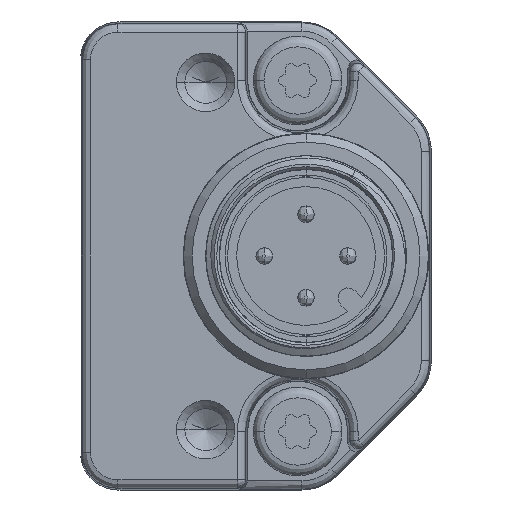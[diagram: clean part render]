
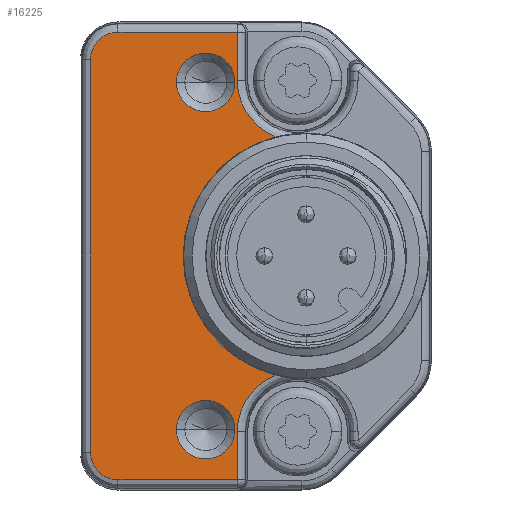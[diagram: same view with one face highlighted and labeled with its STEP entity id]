
A CAD part, left-side view. The second image highlights one B-rep face of the part: STEP entity #16225.
In plain terms, the highlighted planar face has unit normal (-1, 0, 0).
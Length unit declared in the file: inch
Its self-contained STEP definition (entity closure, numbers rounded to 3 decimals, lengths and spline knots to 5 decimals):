
#597=CARTESIAN_POINT('',(-0.49213,0.31496,
-0.41339));
#598=DIRECTION('',(1.,0.,0.));
#599=DIRECTION('',(0.,1.,0.));
#600=AXIS2_PLACEMENT_3D('',#597,#598,#599);
#602=DIRECTION('',(0.,0.,1.));
#603=VECTOR('',#602,0.11399);
#604=CARTESIAN_POINT('',(-0.49213,0.45723,
-0.52737));
#605=LINE('',#604,#603);
#606=DIRECTION('',(0.,-1.,0.));
#607=VECTOR('',#606,0.28096);
#608=CARTESIAN_POINT('',(-0.49213,0.73819,
-0.52737));
#609=LINE('',#608,#607);
#610=CARTESIAN_POINT('',(-0.49213,0.73819,
-0.4626));
#611=DIRECTION('',(-1.,0.,0.));
#612=DIRECTION('',(0.,1.,0.));
#613=AXIS2_PLACEMENT_3D('',#610,#611,#612);
#615=DIRECTION('',(0.,0.,-1.));
#616=VECTOR('',#615,0.9252);
#617=CARTESIAN_POINT('',(-0.49213,0.80296,
0.4626));
#618=LINE('',#617,#616);
#619=CARTESIAN_POINT('',(-0.49213,0.73819,
0.4626));
#620=DIRECTION('',(-1.,0.,0.));
#621=DIRECTION('',(0.,0.,1.));
#622=AXIS2_PLACEMENT_3D('',#619,#620,#621);
#624=DIRECTION('',(0.,1.,0.));
#625=VECTOR('',#624,0.28096);
#626=CARTESIAN_POINT('',(-0.49213,0.45723,
0.52737));
#627=LINE('',#626,#625);
#628=DIRECTION('',(0.,0.,1.));
#629=VECTOR('',#628,0.11399);
#630=CARTESIAN_POINT('',(-0.49213,0.45723,
0.41339));
#631=LINE('',#630,#629);
#632=CARTESIAN_POINT('',(-0.49213,0.31496,
0.41339));
#633=DIRECTION('',(1.,0.,0.));
#634=DIRECTION('',(0.,0.359,-0.933));
#635=AXIS2_PLACEMENT_3D('',#632,#633,#634);
#637=CARTESIAN_POINT('',(-0.49213,0.29528,0.));
#638=DIRECTION('',(-1.,0.,0.));
#639=DIRECTION('',(0.,0.244,0.97));
#640=AXIS2_PLACEMENT_3D('',#637,#638,#639);
#642=CARTESIAN_POINT('',(-0.49213,0.5315,
-0.40915));
#643=DIRECTION('',(1.,0.,0.));
#644=DIRECTION('',(0.,1.,0.));
#645=AXIS2_PLACEMENT_3D('',#642,#643,#644);
#647=CARTESIAN_POINT('',(-0.49213,0.5315,
-0.40915));
#648=DIRECTION('',(1.,0.,0.));
#649=DIRECTION('',(0.,-1.,0.));
#650=AXIS2_PLACEMENT_3D('',#647,#648,#649);
#652=CARTESIAN_POINT('',(-0.49213,0.5315,
0.40915));
#653=DIRECTION('',(1.,0.,0.));
#654=DIRECTION('',(0.,1.,0.));
#655=AXIS2_PLACEMENT_3D('',#652,#653,#654);
#657=CARTESIAN_POINT('',(-0.49213,0.5315,
0.40915));
#658=DIRECTION('',(1.,0.,0.));
#659=DIRECTION('',(0.,-1.,0.));
#660=AXIS2_PLACEMENT_3D('',#657,#658,#659);
#13902=CARTESIAN_POINT('',(-0.49213,0.80296,
-0.4626));
#13903=CARTESIAN_POINT('',(-0.49213,0.73819,
-0.52737));
#13904=VERTEX_POINT('',#13902);
#13905=VERTEX_POINT('',#13903);
#13910=CARTESIAN_POINT('',(-0.49213,0.80296,
0.4626));
#13911=VERTEX_POINT('',#13910);
#13914=CARTESIAN_POINT('',(-0.49213,0.73819,
0.52737));
#13915=VERTEX_POINT('',#13914);
#13938=CARTESIAN_POINT('',(-0.49213,0.60039,
-0.40915));
#13939=CARTESIAN_POINT('',(-0.49213,0.4626,
-0.40915));
#13940=VERTEX_POINT('',#13938);
#13941=VERTEX_POINT('',#13939);
#13946=CARTESIAN_POINT('',(-0.49213,0.60039,
0.40915));
#13947=CARTESIAN_POINT('',(-0.49213,0.4626,
0.40915));
#13948=VERTEX_POINT('',#13946);
#13949=VERTEX_POINT('',#13947);
#13982=CARTESIAN_POINT('',(-0.49213,0.45723,
-0.41339));
#13983=CARTESIAN_POINT('',(-0.49213,0.366,
-0.28059));
#13984=VERTEX_POINT('',#13982);
#13985=VERTEX_POINT('',#13983);
#13986=CARTESIAN_POINT('',(-0.49213,0.45723,
-0.52737));
#13987=VERTEX_POINT('',#13986);
#14010=CARTESIAN_POINT('',(-0.49213,0.366,
0.28059));
#14011=CARTESIAN_POINT('',(-0.49213,0.45723,
0.41339));
#14012=VERTEX_POINT('',#14010);
#14013=VERTEX_POINT('',#14011);
#14014=CARTESIAN_POINT('',(-0.49213,0.45723,
0.52737));
#14015=VERTEX_POINT('',#14014);
#16188=CARTESIAN_POINT('',(-0.49213,0.,0.));
#16189=DIRECTION('',(-1.,0.,0.));
#16190=DIRECTION('',(0.,0.,1.));
#16191=AXIS2_PLACEMENT_3D('',#16188,#16189,#16190);
#16192=PLANE('',#16191);
#16194=ORIENTED_EDGE('',*,*,#16193,.F.);
#16195=ORIENTED_EDGE('',*,*,#16178,.F.);
#16196=ORIENTED_EDGE('',*,*,#16155,.F.);
#16198=ORIENTED_EDGE('',*,*,#16197,.F.);
#16200=ORIENTED_EDGE('',*,*,#16199,.F.);
#16202=ORIENTED_EDGE('',*,*,#16201,.F.);
#16204=ORIENTED_EDGE('',*,*,#16203,.F.);
#16206=ORIENTED_EDGE('',*,*,#16205,.F.);
#16208=ORIENTED_EDGE('',*,*,#16207,.F.);
#16210=ORIENTED_EDGE('',*,*,#16209,.T.);
#16211=EDGE_LOOP('',(#16194,#16195,#16196,#16198,#16200,#16202,#16204,#16206,
#16208,#16210));
#16212=FACE_OUTER_BOUND('',#16211,.F.);
#16214=ORIENTED_EDGE('',*,*,#16213,.F.);
#16216=ORIENTED_EDGE('',*,*,#16215,.F.);
#16217=EDGE_LOOP('',(#16214,#16216));
#16218=FACE_BOUND('',#16217,.F.);
#16220=ORIENTED_EDGE('',*,*,#16219,.F.);
#16222=ORIENTED_EDGE('',*,*,#16221,.F.);
#16223=EDGE_LOOP('',(#16220,#16222));
#16224=FACE_BOUND('',#16223,.F.);
#16225=ADVANCED_FACE('',(#16212,#16218,#16224),#16192,.T.);
#601=CIRCLE('',#600,0.14227);
#614=CIRCLE('',#613,0.06477);
#623=CIRCLE('',#622,0.06477);
#636=CIRCLE('',#635,0.14227);
#641=CIRCLE('',#640,0.28937);
#646=CIRCLE('',#645,0.0689);
#651=CIRCLE('',#650,0.0689);
#656=CIRCLE('',#655,0.0689);
#661=CIRCLE('',#660,0.0689);
#16155=EDGE_CURVE('',#13905,#13987,#609,.T.);
#16178=EDGE_CURVE('',#13987,#13984,#605,.T.);
#16193=EDGE_CURVE('',#13984,#13985,#601,.T.);
#16197=EDGE_CURVE('',#13904,#13905,#614,.T.);
#16199=EDGE_CURVE('',#13911,#13904,#618,.T.);
#16201=EDGE_CURVE('',#13915,#13911,#623,.T.);
#16203=EDGE_CURVE('',#14015,#13915,#627,.T.);
#16205=EDGE_CURVE('',#14013,#14015,#631,.T.);
#16207=EDGE_CURVE('',#14012,#14013,#636,.T.);
#16209=EDGE_CURVE('',#14012,#13985,#641,.T.);
#16213=EDGE_CURVE('',#13940,#13941,#646,.T.);
#16215=EDGE_CURVE('',#13941,#13940,#651,.T.);
#16219=EDGE_CURVE('',#13948,#13949,#656,.T.);
#16221=EDGE_CURVE('',#13949,#13948,#661,.T.);
